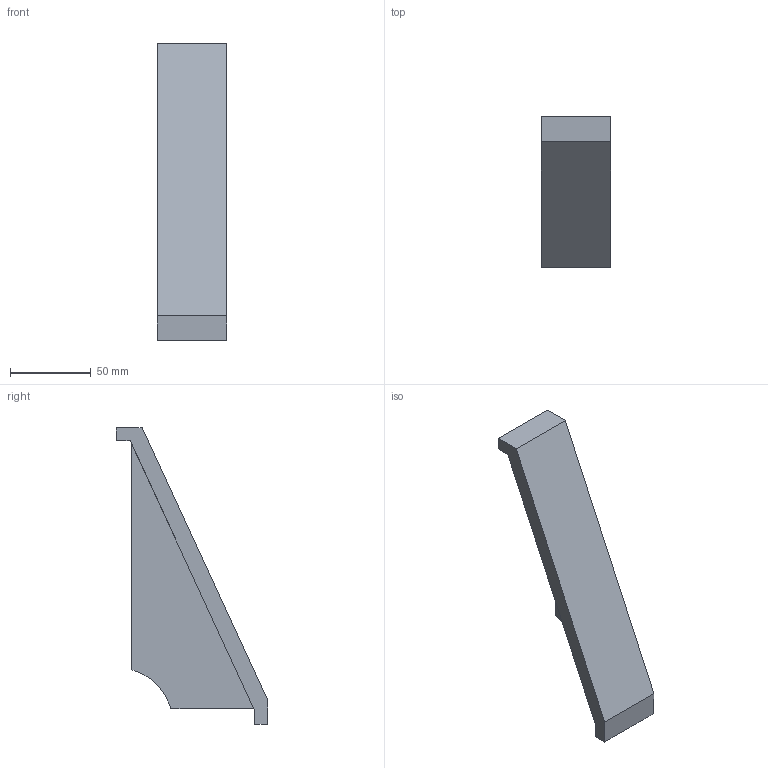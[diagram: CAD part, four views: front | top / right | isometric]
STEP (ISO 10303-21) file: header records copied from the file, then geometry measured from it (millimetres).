
FILE_DESCRIPTION(('STEP AP214'),'1');
FILE_NAME('cctmp_4C5AD0E1-FC36-4191-9BC1-3704C2E4A7F7_2020_1_20_8_43_27_750..stp','2020-01-20T07:43:27',('Bosch Rexroth AG'),('CADClick - www.CADClick.com'),'Spatial InterOp 3D',' ','unknown authorization - (Healing Option Enabled)');
FILE_SCHEMA(('AUTOMOTIVE_DESIGN'));
Length unit declared in the file: millimetre
Products named in the file (1): 2020_01_20__08-43-27-750
Bounding box: 43 x 93.5 x 183.5 mm (x, y, z)
Volume: 102131.4 mm3; surface area: 34410.4 mm2
Topology: 1 solids, 1 shells, 16 faces, 40 edges, 26 vertices
Faces by surface type: plane 15, cylinder 1
Entity records: 622 total; most frequent: CARTESIAN_POINT 83, ORIENTED_EDGE 80, DIRECTION 76, EDGE_CURVE 40, LINE 38, VECTOR 38, VERTEX_POINT 26, AXIS2_PLACEMENT_3D 19
